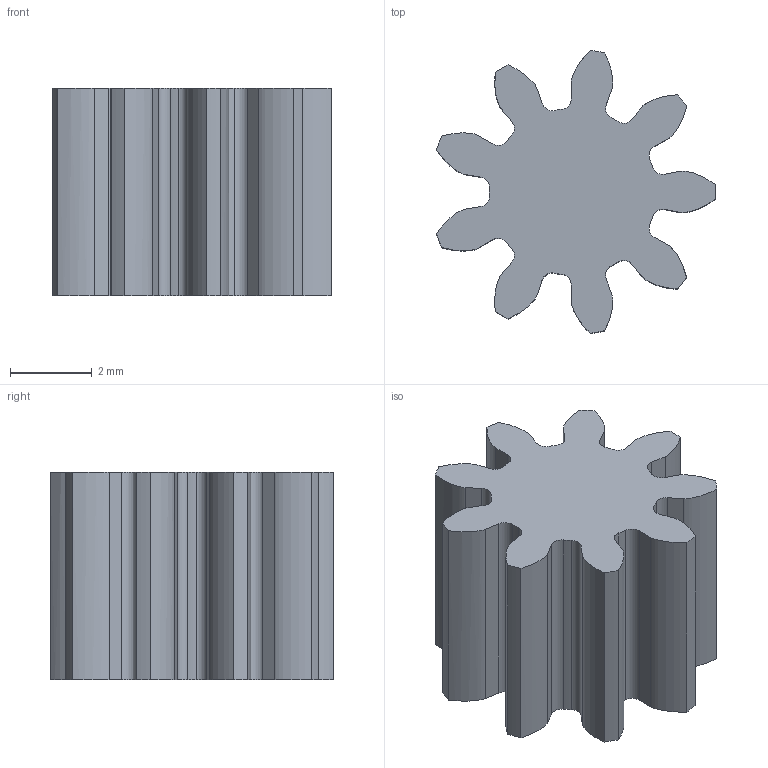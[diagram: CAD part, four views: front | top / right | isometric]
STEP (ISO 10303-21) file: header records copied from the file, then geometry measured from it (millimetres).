
FILE_DESCRIPTION(/* description */ (''),/* implementation_level */ '2;1');
FILE_NAME(/* name */ '9t Gear v1.step',/* time_stamp */ '2019-06-07T23:09:43-07:00',/* author */ (''),/* organization */ (''),/* preprocessor_version */ 'ST-DEVELOPER v18',/* originating_system */ 'Autodesk Translation Framework v8.2.0.1029',/* authorisation */ '');
FILE_SCHEMA (('AUTOMOTIVE_DESIGN { 1 0 10303 214 3 1 1 }'));
Length unit declared in the file: inch
Products named in the file (2): 9t Gear; Spur Gear (9 teeth)
Assembly tree (1 placements, depth 2):
  9t Gear
    Spur Gear (9 teeth)
Bounding box: 6.83 x 6.93 x 5.08 mm (x, y, z)
Volume: 123.5 mm3; surface area: 229.6 mm2
Topology: 1 solids, 1 shells, 74 faces, 216 edges, 144 vertices
Faces by surface type: cylinder 36, plane 20, bspline 18
Entity records: 7693 total; most frequent: CARTESIAN_POINT 5783, ORIENTED_EDGE 432, DIRECTION 370, EDGE_CURVE 216, VERTEX_POINT 144, AXIS2_PLACEMENT_3D 131, LINE 108, VECTOR 108
